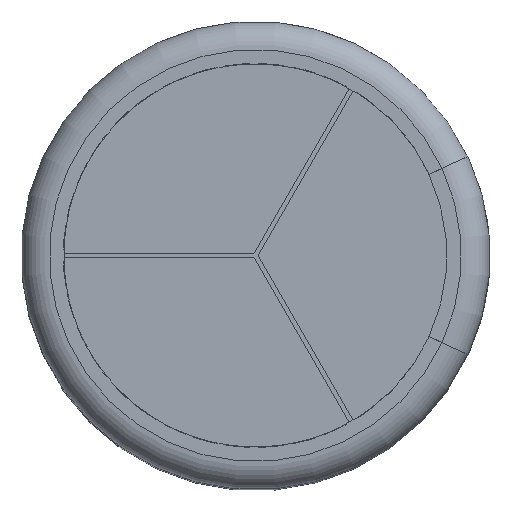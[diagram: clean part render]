
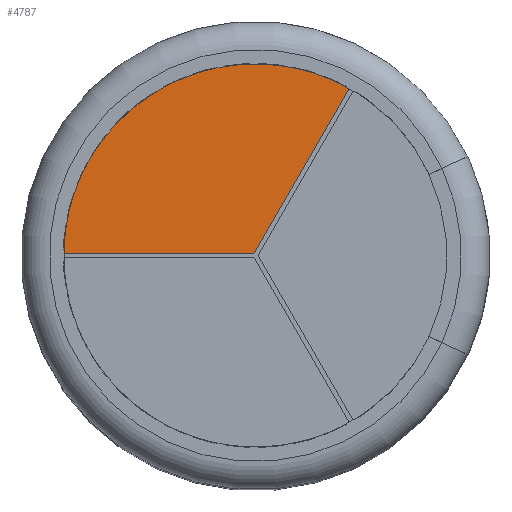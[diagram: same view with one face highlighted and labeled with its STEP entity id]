
A CAD part, top view. The second image highlights one B-rep face of the part: STEP entity #4787.
In plain terms, the highlighted planar face has unit normal (0, 0, 1).
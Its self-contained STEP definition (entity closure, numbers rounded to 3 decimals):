
#125=PLANE('',#5152);
#617=LINE('',#8182,#967);
#618=LINE('',#8184,#968);
#967=VECTOR('',#5670,1.);
#968=VECTOR('',#5671,1.);
#1317=FACE_OUTER_BOUND('',#1605,.T.);
#1605=EDGE_LOOP('',(#3432,#3433,#3434));
#1918=CIRCLE('',#5153,4.1);
#2174=VERTEX_POINT('',#8180);
#2175=VERTEX_POINT('',#8181);
#2176=VERTEX_POINT('',#8183);
#2678=EDGE_CURVE('',#2174,#2175,#617,.T.);
#2679=EDGE_CURVE('',#2176,#2174,#618,.T.);
#2680=EDGE_CURVE('',#2175,#2176,#1918,.T.);
#3432=ORIENTED_EDGE('',*,*,#2678,.F.);
#3433=ORIENTED_EDGE('',*,*,#2679,.F.);
#3434=ORIENTED_EDGE('',*,*,#2680,.F.);
#4787=ADVANCED_FACE('',(#1317),#125,.T.);
#5152=AXIS2_PLACEMENT_3D('',#8179,#5668,#5669);
#5153=AXIS2_PLACEMENT_3D('',#8185,#5672,#5673);
#5668=DIRECTION('center_axis',(0.,0.,1.));
#5669=DIRECTION('ref_axis',(-1.,0.,0.));
#5670=DIRECTION('',(-1.,0.,0.));
#5671=DIRECTION('',(-0.5,-0.866,0.));
#5672=DIRECTION('center_axis',(0.,0.,-1.));
#5673=DIRECTION('ref_axis',(1.,0.,0.));
#8179=CARTESIAN_POINT('Origin',(-0.005,0.,
15.8));
#8180=CARTESIAN_POINT('',(-0.034,0.05,15.8));
#8181=CARTESIAN_POINT('',(-4.105,0.05,15.8));
#8182=CARTESIAN_POINT('',(-0.034,0.05,15.8));
#8183=CARTESIAN_POINT('',(2.002,3.575,15.8));
#8184=CARTESIAN_POINT('',(-0.048,0.025,15.8));
#8185=CARTESIAN_POINT('Origin',(-0.005,0.,
15.8));
